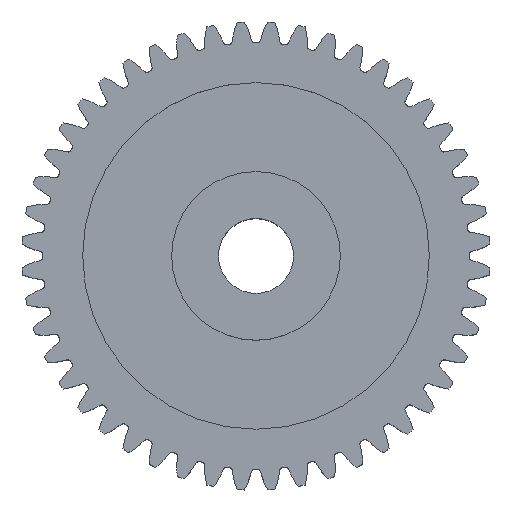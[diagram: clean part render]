
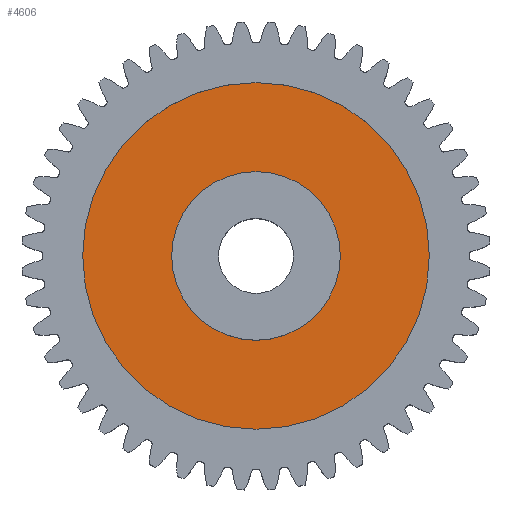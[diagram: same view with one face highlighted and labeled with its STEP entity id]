
A CAD part, top view. The second image highlights one B-rep face of the part: STEP entity #4606.
In plain terms, the highlighted planar face has unit normal (0, 0, 1).
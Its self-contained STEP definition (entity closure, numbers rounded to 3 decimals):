
#42 = CIRCLE ( 'NONE', #79, 18.5 ) ;
#58 = PLANE ( 'NONE',  #160 ) ;
#76 = DIRECTION ( 'NONE',  ( -1., 0., 0. ) ) ;
#77 = DIRECTION ( 'NONE',  ( 0., 0., -1. ) ) ;
#78 = CARTESIAN_POINT ( 'NONE',  ( 0., 0., 6.8 ) ) ;
#79 = AXIS2_PLACEMENT_3D ( 'NONE', #78, #77, #76 ) ;
#85 = DIRECTION ( 'NONE',  ( -1., 0., 0. ) ) ;
#96 = FACE_OUTER_BOUND ( 'NONE', #4609, .T. ) ;
#160 = AXIS2_PLACEMENT_3D ( 'NONE', #163, #162, #85 ) ;
#162 = DIRECTION ( 'NONE',  ( 0., 0., -1. ) ) ;
#163 = CARTESIAN_POINT ( 'NONE',  ( 0., 0., 6.8 ) ) ;
#180 = FACE_BOUND ( 'NONE', #4617, .T. ) ;
#364 = DIRECTION ( 'NONE',  ( -1., 0., 0. ) ) ;
#365 = DIRECTION ( 'NONE',  ( 0., 0., -1. ) ) ;
#366 = CARTESIAN_POINT ( 'NONE',  ( 0., 0., 6.8 ) ) ;
#367 = AXIS2_PLACEMENT_3D ( 'NONE', #366, #365, #364 ) ;
#440 = CIRCLE ( 'NONE', #367, 9. ) ;
#661 = VERTEX_POINT ( 'NONE', #4916 ) ;
#666 = EDGE_CURVE ( 'NONE', #674, #661, #4898, .T. ) ;
#674 = VERTEX_POINT ( 'NONE', #4773 ) ;
#676 = VERTEX_POINT ( 'NONE', #4778 ) ;
#839 = VERTEX_POINT ( 'NONE', #5151 ) ;
#845 = EDGE_CURVE ( 'NONE', #676, #839, #4945, .T. ) ;
#4606 = ADVANCED_FACE ( 'NONE', ( #180, #96 ), #58, .F. ) ;
#4608 = ORIENTED_EDGE ( 'NONE', *, *, #4649, .T. ) ;
#4609 = EDGE_LOOP ( 'NONE', ( #4610, #4619 ) ) ;
#4610 = ORIENTED_EDGE ( 'NONE', *, *, #4618, .F. ) ;
#4616 = ORIENTED_EDGE ( 'NONE', *, *, #845, .T. ) ;
#4617 = EDGE_LOOP ( 'NONE', ( #4616, #4608 ) ) ;
#4618 = EDGE_CURVE ( 'NONE', #661, #674, #42, .T. ) ;
#4619 = ORIENTED_EDGE ( 'NONE', *, *, #666, .F. ) ;
#4649 = EDGE_CURVE ( 'NONE', #839, #676, #440, .T. ) ;
#4773 = CARTESIAN_POINT ( 'NONE',  ( 18.5, 0., 6.8 ) ) ;
#4778 = CARTESIAN_POINT ( 'NONE',  ( -9., 0., 6.8 ) ) ;
#4788 = DIRECTION ( 'NONE',  ( -1., 0., 0. ) ) ;
#4789 = DIRECTION ( 'NONE',  ( 0., 0., -1. ) ) ;
#4793 = AXIS2_PLACEMENT_3D ( 'NONE', #4915, #4789, #4788 ) ;
#4898 = CIRCLE ( 'NONE', #4793, 18.5 ) ;
#4915 = CARTESIAN_POINT ( 'NONE',  ( 0., 0., 6.8 ) ) ;
#4916 = CARTESIAN_POINT ( 'NONE',  ( -18.5, 0., 6.8 ) ) ;
#4942 = DIRECTION ( 'NONE',  ( -1., 0., 0. ) ) ;
#4943 = DIRECTION ( 'NONE',  ( 0., 0., -1. ) ) ;
#4944 = AXIS2_PLACEMENT_3D ( 'NONE', #4951, #4943, #4942 ) ;
#4945 = CIRCLE ( 'NONE', #4944, 9. ) ;
#4951 = CARTESIAN_POINT ( 'NONE',  ( 0., 0., 6.8 ) ) ;
#5151 = CARTESIAN_POINT ( 'NONE',  ( 9., 0., 6.8 ) ) ;
